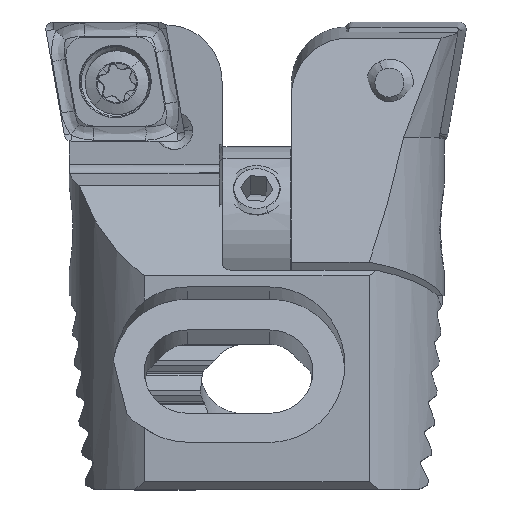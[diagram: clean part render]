
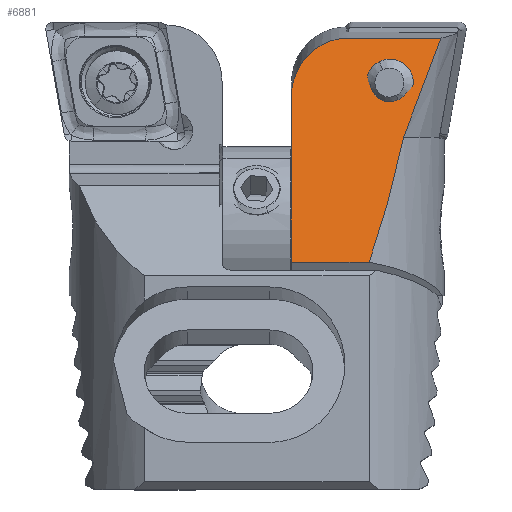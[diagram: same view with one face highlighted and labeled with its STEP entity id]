
A CAD part, top view. The second image highlights one B-rep face of the part: STEP entity #6881.
In plain terms, the highlighted face is planar.
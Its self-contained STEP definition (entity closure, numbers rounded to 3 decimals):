
#64 = DIRECTION ( 'NONE',  ( 0., 0.966, 0.259 ) ) ;
#92 = CARTESIAN_POINT ( 'NONE',  ( 23., -0.875, -4.8 ) ) ;
#332 = VERTEX_POINT ( 'NONE', #7804 ) ;
#405 = LINE ( 'NONE', #10450, #8675 ) ;
#544 = LINE ( 'NONE', #11498, #12390 ) ;
#656 = VECTOR ( 'NONE', #64, 1000. ) ;
#944 = ORIENTED_EDGE ( 'NONE', *, *, #7477, .F. ) ;
#1203 = DIRECTION ( 'NONE',  ( 0., -0.966, -0.259 ) ) ;
#1309 = VERTEX_POINT ( 'NONE', #2111 ) ;
#2111 = CARTESIAN_POINT ( 'NONE',  ( 9.4, -12.818, -8. ) ) ;
#2203 = CARTESIAN_POINT ( 'NONE',  ( 5.25, -12.818, -8. ) ) ;
#2393 = EDGE_CURVE ( 'NONE', #1309, #12287, #544, .T. ) ;
#2483 = ORIENTED_EDGE ( 'NONE', *, *, #10174, .T. ) ;
#2496 = CARTESIAN_POINT ( 'NONE',  ( 2.732, -4.594, -5.796 ) ) ;
#3284 = CARTESIAN_POINT ( 'NONE',  ( 5.206, -5.289, -5.983 ) ) ;
#3649 =( BOUNDED_CURVE ( )  B_SPLINE_CURVE ( 3, ( #9992, #2496, #11078, #4674 ),
 .UNSPECIFIED., .F., .F. ) 
 B_SPLINE_CURVE_WITH_KNOTS ( ( 4, 4 ),
 ( 3.574, 3.694 ),
 .UNSPECIFIED. ) 
 CURVE ( )  GEOMETRIC_REPRESENTATION_ITEM ( )  RATIONAL_B_SPLINE_CURVE ( ( 1., 0.999, 0.999, 1. ) ) 
 REPRESENTATION_ITEM ( '' )  );
#3695 = FACE_OUTER_BOUND ( 'NONE', #9708, .T. ) ;
#3734 =( BOUNDED_CURVE ( )  B_SPLINE_CURVE ( 3, ( #11066, #12175, #5746, #13270 ),
 .UNSPECIFIED., .F., .T. ) 
 B_SPLINE_CURVE_WITH_KNOTS ( ( 4, 4 ),
 ( 0., 1.571 ),
 .UNSPECIFIED. ) 
 CURVE ( )  GEOMETRIC_REPRESENTATION_ITEM ( )  RATIONAL_B_SPLINE_CURVE ( ( 1., 0.805, 0.805, 1. ) ) 
 REPRESENTATION_ITEM ( '' )  );
#4057 = ORIENTED_EDGE ( 'NONE', *, *, #11163, .F. ) ;
#4392 = CARTESIAN_POINT ( 'NONE',  ( 5.25, -12.818, -8. ) ) ;
#4398 = VERTEX_POINT ( 'NONE', #5196 ) ;
#4674 = CARTESIAN_POINT ( 'NONE',  ( 1.429, -0.875, -4.8 ) ) ;
#5196 = CARTESIAN_POINT ( 'NONE',  ( 1.429, -0.875, -4.8 ) ) ;
#5233 = VERTEX_POINT ( 'NONE', #13694 ) ;
#5278 = ORIENTED_EDGE ( 'NONE', *, *, #2393, .T. ) ;
#5281 =( BOUNDED_CURVE ( )  B_SPLINE_CURVE ( 3, ( #12900, #13975, #13005, #6557 ),
 .UNSPECIFIED., .F., .T. ) 
 B_SPLINE_CURVE_WITH_KNOTS ( ( 4, 4 ),
 ( 4.519, 7.661 ),
 .UNSPECIFIED. ) 
 CURVE ( )  GEOMETRIC_REPRESENTATION_ITEM ( )  RATIONAL_B_SPLINE_CURVE ( ( 1., 0.333, 0.333, 1. ) ) 
 REPRESENTATION_ITEM ( '' )  );
#5461 = CARTESIAN_POINT ( 'NONE',  ( 3.949, -8.664, -6.887 ) ) ;
#5490 = CARTESIAN_POINT ( 'NONE',  ( 9.4, -4.001, -5.637 ) ) ;
#5746 = CARTESIAN_POINT ( 'NONE',  ( 9.4, -2.17, -5.147 ) ) ;
#5762 = AXIS2_PLACEMENT_3D ( 'NONE', #92, #7650, #1203 ) ;
#6557 = CARTESIAN_POINT ( 'NONE',  ( 3.124, -3.239, -5.433 ) ) ;
#6881 = ADVANCED_FACE ( 'NONE', ( #11562, #3695 ), #8641, .F. ) ;
#7270 = VERTEX_POINT ( 'NONE', #9994 ) ;
#7319 = ORIENTED_EDGE ( 'NONE', *, *, #11133, .T. ) ;
#7370 = VERTEX_POINT ( 'NONE', #11315 ) ;
#7477 = EDGE_CURVE ( 'NONE', #7370, #4398, #405, .T. ) ;
#7519 = CARTESIAN_POINT ( 'NONE',  ( 3.153, -5.289, -5.983 ) ) ;
#7635 = CARTESIAN_POINT ( 'NONE',  ( 9.4, -12.818, -8. ) ) ;
#7650 = DIRECTION ( 'NONE',  ( 0., -0.259, 0.966 ) ) ;
#7804 = CARTESIAN_POINT ( 'NONE',  ( 3.124, -3.239, -5.433 ) ) ;
#7812 =( BOUNDED_CURVE ( )  B_SPLINE_CURVE ( 3, ( #4392, #10783, #5461, #12984 ),
 .UNSPECIFIED., .F., .T. ) 
 B_SPLINE_CURVE_WITH_KNOTS ( ( 4, 4 ),
 ( 3.785, 4.042 ),
 .UNSPECIFIED. ) 
 CURVE ( )  GEOMETRIC_REPRESENTATION_ITEM ( )  RATIONAL_B_SPLINE_CURVE ( ( 1., 0.995, 0.995, 1. ) ) 
 REPRESENTATION_ITEM ( '' )  );
#8641 = PLANE ( 'NONE',  #5762 ) ;
#8675 = VECTOR ( 'NONE', #11541, 1000. ) ;
#9008 = ORIENTED_EDGE ( 'NONE', *, *, #10639, .T. ) ;
#9209 = EDGE_LOOP ( 'NONE', ( #9008, #13722 ) ) ;
#9237 = ORIENTED_EDGE ( 'NONE', *, *, #9712, .T. ) ;
#9273 = LINE ( 'NONE', #7635, #656 ) ;
#9708 = EDGE_LOOP ( 'NONE', ( #944, #2483, #4057, #5278, #7319, #9237 ) ) ;
#9712 = EDGE_CURVE ( 'NONE', #5233, #4398, #3649, .T. ) ;
#9992 = CARTESIAN_POINT ( 'NONE',  ( 3.416, -6.155, -6.215 ) ) ;
#9994 = CARTESIAN_POINT ( 'NONE',  ( 5.177, -3.239, -5.433 ) ) ;
#10174 = EDGE_CURVE ( 'NONE', #7370, #12961, #3734, .T. ) ;
#10396 =( BOUNDED_CURVE ( )  B_SPLINE_CURVE ( 3, ( #10673, #7519, #3284, #10758 ),
 .UNSPECIFIED., .F., .T. ) 
 B_SPLINE_CURVE_WITH_KNOTS ( ( 4, 4 ),
 ( 1.378, 4.519 ),
 .UNSPECIFIED. ) 
 CURVE ( )  GEOMETRIC_REPRESENTATION_ITEM ( )  RATIONAL_B_SPLINE_CURVE ( ( 1., 0.333, 0.333, 1. ) ) 
 REPRESENTATION_ITEM ( '' )  );
#10450 = CARTESIAN_POINT ( 'NONE',  ( 23., -0.875, -4.8 ) ) ;
#10639 = EDGE_CURVE ( 'NONE', #7270, #332, #5281, .T. ) ;
#10673 = CARTESIAN_POINT ( 'NONE',  ( 3.124, -3.239, -5.433 ) ) ;
#10758 = CARTESIAN_POINT ( 'NONE',  ( 5.177, -3.239, -5.433 ) ) ;
#10783 = CARTESIAN_POINT ( 'NONE',  ( 4.564, -10.897, -7.485 ) ) ;
#11066 = CARTESIAN_POINT ( 'NONE',  ( 6.4, -0.875, -4.8 ) ) ;
#11078 = CARTESIAN_POINT ( 'NONE',  ( 2.07, -2.832, -5.324 ) ) ;
#11133 = EDGE_CURVE ( 'NONE', #12287, #5233, #7812, .T. ) ;
#11163 = EDGE_CURVE ( 'NONE', #1309, #12961, #9273, .T. ) ;
#11315 = CARTESIAN_POINT ( 'NONE',  ( 6.4, -0.875, -4.8 ) ) ;
#11464 = DIRECTION ( 'NONE',  ( -1., 0., 0. ) ) ;
#11498 = CARTESIAN_POINT ( 'NONE',  ( 23., -12.818, -8. ) ) ;
#11541 = DIRECTION ( 'NONE',  ( -1., 0., 0. ) ) ;
#11562 = FACE_BOUND ( 'NONE', #9209, .T. ) ;
#11674 = EDGE_CURVE ( 'NONE', #332, #7270, #10396, .T. ) ;
#12175 = CARTESIAN_POINT ( 'NONE',  ( 8.157, -0.875, -4.8 ) ) ;
#12287 = VERTEX_POINT ( 'NONE', #2203 ) ;
#12390 = VECTOR ( 'NONE', #11464, 1000. ) ;
#12900 = CARTESIAN_POINT ( 'NONE',  ( 5.177, -3.239, -5.433 ) ) ;
#12961 = VERTEX_POINT ( 'NONE', #5490 ) ;
#12984 = CARTESIAN_POINT ( 'NONE',  ( 3.416, -6.155, -6.215 ) ) ;
#13005 = CARTESIAN_POINT ( 'NONE',  ( 3.095, -1.189, -4.884 ) ) ;
#13270 = CARTESIAN_POINT ( 'NONE',  ( 9.4, -4.001, -5.637 ) ) ;
#13694 = CARTESIAN_POINT ( 'NONE',  ( 3.416, -6.155, -6.215 ) ) ;
#13722 = ORIENTED_EDGE ( 'NONE', *, *, #11674, .T. ) ;
#13975 = CARTESIAN_POINT ( 'NONE',  ( 5.148, -1.189, -4.884 ) ) ;
